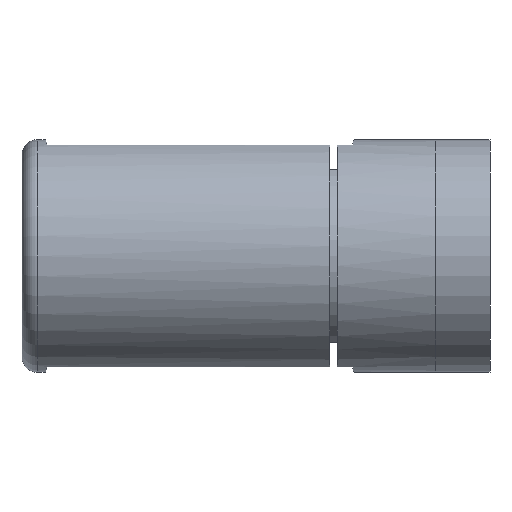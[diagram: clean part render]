
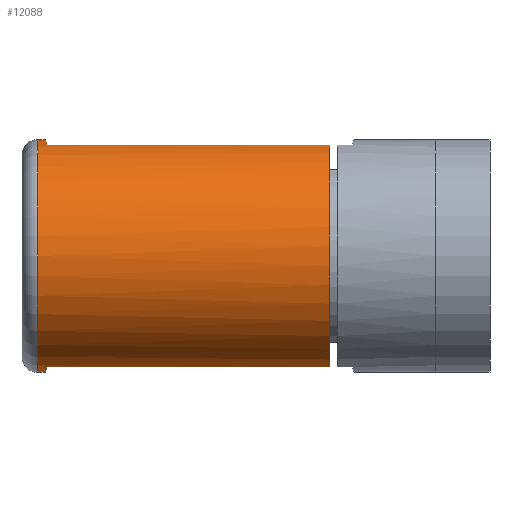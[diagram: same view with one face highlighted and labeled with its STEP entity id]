
A CAD part, left-side view. The second image highlights one B-rep face of the part: STEP entity #12088.
In plain terms, the highlighted cylindrical face has radius 15 mm (diameter 30 mm), a full revolution.
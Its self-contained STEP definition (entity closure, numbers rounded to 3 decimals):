
#9 = EDGE_CURVE ( 'NONE', #17007, #13335, #5142, .T. ) ;
#236 = ORIENTED_EDGE ( 'NONE', *, *, #14997, .T. ) ;
#359 = VERTEX_POINT ( 'NONE', #7189 ) ;
#906 = CARTESIAN_POINT ( 'NONE',  ( 4.5, 4.736, -14.309 ) ) ;
#1022 = LINE ( 'NONE', #7940, #7513 ) ;
#1147 = DIRECTION ( 'NONE',  ( 0., 0., 1. ) ) ;
#1702 = VERTEX_POINT ( 'NONE', #906 ) ;
#1789 = DIRECTION ( 'NONE',  ( 0., 1., 0. ) ) ;
#2058 = AXIS2_PLACEMENT_3D ( 'NONE', #13129, #2380, #1147 ) ;
#2130 = FACE_OUTER_BOUND ( 'NONE', #6445, .T. ) ;
#2380 = DIRECTION ( 'NONE',  ( 0., 1., 0. ) ) ;
#2488 = CARTESIAN_POINT ( 'NONE',  ( 0., 41.15, 0. ) ) ;
#2578 =( BOUNDED_CURVE ( )  B_SPLINE_CURVE ( 3, ( #14634, #6634, #5095, #17253 ),
 .UNSPECIFIED., .F., .F. ) 
 B_SPLINE_CURVE_WITH_KNOTS ( ( 4, 4 ),
 ( 4.408, 4.712 ),
 .UNSPECIFIED. ) 
 CURVE ( )  GEOMETRIC_REPRESENTATION_ITEM ( )  RATIONAL_B_SPLINE_CURVE ( ( 1., 0.992, 0.992, 1. ) ) 
 REPRESENTATION_ITEM ( '' )  );
#3241 = VERTEX_POINT ( 'NONE', #5485 ) ;
#3335 = EDGE_CURVE ( 'NONE', #16176, #3241, #8096, .T. ) ;
#3511 = DIRECTION ( 'NONE',  ( 0., 0., -1. ) ) ;
#3526 = CARTESIAN_POINT ( 'NONE',  ( -3.041, 4.659, 14.768 ) ) ;
#3702 = CARTESIAN_POINT ( 'NONE',  ( 1.529, 4.58, -15. ) ) ;
#3775 = EDGE_CURVE ( 'NONE', #13335, #1702, #13750, .T. ) ;
#4141 = EDGE_CURVE ( 'NONE', #4577, #4577, #7882, .T. ) ;
#4172 = EDGE_LOOP ( 'NONE', ( #15926 ) ) ;
#4465 = CARTESIAN_POINT ( 'NONE',  ( 4.5, 4.736, 14.309 ) ) ;
#4467 = VECTOR ( 'NONE', #1789, 1000. ) ;
#4577 = VERTEX_POINT ( 'NONE', #17322 ) ;
#5039 = CARTESIAN_POINT ( 'NONE',  ( -4.5, 4.736, 14.309 ) ) ;
#5095 = CARTESIAN_POINT ( 'NONE',  ( 1.529, 4.58, 15. ) ) ;
#5142 =( BOUNDED_CURVE ( )  B_SPLINE_CURVE ( 3, ( #15575, #13138, #7848, #6459 ),
 .UNSPECIFIED., .F., .T. ) 
 B_SPLINE_CURVE_WITH_KNOTS ( ( 4, 4 ),
 ( 4.408, 4.712 ),
 .UNSPECIFIED. ) 
 CURVE ( )  GEOMETRIC_REPRESENTATION_ITEM ( )  RATIONAL_B_SPLINE_CURVE ( ( 1., 0.992, 0.992, 1. ) ) 
 REPRESENTATION_ITEM ( '' )  );
#5485 = CARTESIAN_POINT ( 'NONE',  ( -4.5, 41.15, 14.309 ) ) ;
#5578 = EDGE_CURVE ( 'NONE', #359, #10872, #10347, .T. ) ;
#5663 = ORIENTED_EDGE ( 'NONE', *, *, #10544, .T. ) ;
#5750 = DIRECTION ( 'NONE',  ( 0., -1., 0. ) ) ;
#5802 = CARTESIAN_POINT ( 'NONE',  ( -4.5, 41.15, 14.309 ) ) ;
#6221 = ORIENTED_EDGE ( 'NONE', *, *, #5578, .T. ) ;
#6248 = DIRECTION ( 'NONE',  ( 0., 1., 0. ) ) ;
#6392 = DIRECTION ( 'NONE',  ( 0., 0., -1. ) ) ;
#6445 = EDGE_LOOP ( 'NONE', ( #15008, #5663, #13975, #6221, #8086, #236, #16368, #8008, #13946, #7571 ) ) ;
#6459 = CARTESIAN_POINT ( 'NONE',  ( 0., 4.5, -15. ) ) ;
#6634 = CARTESIAN_POINT ( 'NONE',  ( 3.041, 4.659, 14.768 ) ) ;
#7189 = CARTESIAN_POINT ( 'NONE',  ( 4.5, 41.15, 14.309 ) ) ;
#7390 = DIRECTION ( 'NONE',  ( 0., 0., 1. ) ) ;
#7513 = VECTOR ( 'NONE', #14688, 1000. ) ;
#7520 = CARTESIAN_POINT ( 'NONE',  ( 0., 3.5, 0. ) ) ;
#7556 = EDGE_CURVE ( 'NONE', #359, #12576, #9107, .T. ) ;
#7571 = ORIENTED_EDGE ( 'NONE', *, *, #9, .T. ) ;
#7581 = DIRECTION ( 'NONE',  ( 0., 1., 0. ) ) ;
#7648 = CARTESIAN_POINT ( 'NONE',  ( -4.5, 41.15, -14.309 ) ) ;
#7848 = CARTESIAN_POINT ( 'NONE',  ( -1.529, 4.58, -15. ) ) ;
#7882 = CIRCLE ( 'NONE', #11827, 15. ) ;
#7940 = CARTESIAN_POINT ( 'NONE',  ( -4.5, 41.15, -14.309 ) ) ;
#8008 = ORIENTED_EDGE ( 'NONE', *, *, #3335, .F. ) ;
#8064 = AXIS2_PLACEMENT_3D ( 'NONE', #2488, #17255, #6392 ) ;
#8086 = ORIENTED_EDGE ( 'NONE', *, *, #15191, .T. ) ;
#8096 = CIRCLE ( 'NONE', #2058, 15. ) ;
#8500 = CARTESIAN_POINT ( 'NONE',  ( 0., 4.5, -15. ) ) ;
#8666 = LINE ( 'NONE', #5802, #4467 ) ;
#9107 = CIRCLE ( 'NONE', #15504, 15. ) ;
#9342 = DIRECTION ( 'NONE',  ( 0., 1., 0. ) ) ;
#9455 = CYLINDRICAL_SURFACE ( 'NONE', #8064, 15. ) ;
#10016 = VERTEX_POINT ( 'NONE', #16961 ) ;
#10223 = CARTESIAN_POINT ( 'NONE',  ( -1.529, 4.58, 15. ) ) ;
#10347 = LINE ( 'NONE', #13723, #13269 ) ;
#10401 = CARTESIAN_POINT ( 'NONE',  ( 0., 4.5, 15. ) ) ;
#10544 = EDGE_CURVE ( 'NONE', #1702, #12576, #13124, .T. ) ;
#10872 = VERTEX_POINT ( 'NONE', #4465 ) ;
#11827 = AXIS2_PLACEMENT_3D ( 'NONE', #7520, #7581, #3511 ) ;
#12088 = ADVANCED_FACE ( 'NONE', ( #14466, #2130 ), #9455, .T. ) ;
#12360 = CARTESIAN_POINT ( 'NONE',  ( 0., 4.5, 15. ) ) ;
#12576 = VERTEX_POINT ( 'NONE', #13532 ) ;
#12718 = VERTEX_POINT ( 'NONE', #12360 ) ;
#13062 = CARTESIAN_POINT ( 'NONE',  ( 3.041, 4.659, -14.768 ) ) ;
#13124 = LINE ( 'NONE', #17261, #15212 ) ;
#13129 = CARTESIAN_POINT ( 'NONE',  ( 0., 41.15, 0. ) ) ;
#13138 = CARTESIAN_POINT ( 'NONE',  ( -3.041, 4.659, -14.768 ) ) ;
#13269 = VECTOR ( 'NONE', #5750, 1000. ) ;
#13335 = VERTEX_POINT ( 'NONE', #8500 ) ;
#13532 = CARTESIAN_POINT ( 'NONE',  ( 4.5, 41.15, -14.309 ) ) ;
#13723 = CARTESIAN_POINT ( 'NONE',  ( 4.5, 41.15, 14.309 ) ) ;
#13750 =( BOUNDED_CURVE ( )  B_SPLINE_CURVE ( 3, ( #14242, #3702, #13062, #15564 ),
 .UNSPECIFIED., .F., .F. ) 
 B_SPLINE_CURVE_WITH_KNOTS ( ( 4, 4 ),
 ( 1.571, 1.875 ),
 .UNSPECIFIED. ) 
 CURVE ( )  GEOMETRIC_REPRESENTATION_ITEM ( )  RATIONAL_B_SPLINE_CURVE ( ( 1., 0.992, 0.992, 1. ) ) 
 REPRESENTATION_ITEM ( '' )  );
#13946 = ORIENTED_EDGE ( 'NONE', *, *, #13993, .T. ) ;
#13975 = ORIENTED_EDGE ( 'NONE', *, *, #7556, .F. ) ;
#13993 = EDGE_CURVE ( 'NONE', #16176, #17007, #1022, .T. ) ;
#14242 = CARTESIAN_POINT ( 'NONE',  ( 0., 4.5, -15. ) ) ;
#14466 = FACE_OUTER_BOUND ( 'NONE', #4172, .T. ) ;
#14634 = CARTESIAN_POINT ( 'NONE',  ( 4.5, 4.736, 14.309 ) ) ;
#14688 = DIRECTION ( 'NONE',  ( 0., -1., 0. ) ) ;
#14782 =( BOUNDED_CURVE ( )  B_SPLINE_CURVE ( 3, ( #10401, #10223, #3526, #5039 ),
 .UNSPECIFIED., .F., .F. ) 
 B_SPLINE_CURVE_WITH_KNOTS ( ( 4, 4 ),
 ( 1.571, 1.875 ),
 .UNSPECIFIED. ) 
 CURVE ( )  GEOMETRIC_REPRESENTATION_ITEM ( )  RATIONAL_B_SPLINE_CURVE ( ( 1., 0.992, 0.992, 1. ) ) 
 REPRESENTATION_ITEM ( '' )  );
#14997 = EDGE_CURVE ( 'NONE', #12718, #10016, #14782, .T. ) ;
#15008 = ORIENTED_EDGE ( 'NONE', *, *, #3775, .T. ) ;
#15191 = EDGE_CURVE ( 'NONE', #10872, #12718, #2578, .T. ) ;
#15212 = VECTOR ( 'NONE', #9342, 1000. ) ;
#15242 = CARTESIAN_POINT ( 'NONE',  ( -4.5, 4.736, -14.309 ) ) ;
#15370 = CARTESIAN_POINT ( 'NONE',  ( 0., 41.15, 0. ) ) ;
#15504 = AXIS2_PLACEMENT_3D ( 'NONE', #15370, #6248, #7390 ) ;
#15564 = CARTESIAN_POINT ( 'NONE',  ( 4.5, 4.736, -14.309 ) ) ;
#15575 = CARTESIAN_POINT ( 'NONE',  ( -4.5, 4.736, -14.309 ) ) ;
#15926 = ORIENTED_EDGE ( 'NONE', *, *, #4141, .T. ) ;
#16176 = VERTEX_POINT ( 'NONE', #7648 ) ;
#16368 = ORIENTED_EDGE ( 'NONE', *, *, #16453, .T. ) ;
#16453 = EDGE_CURVE ( 'NONE', #10016, #3241, #8666, .T. ) ;
#16961 = CARTESIAN_POINT ( 'NONE',  ( -4.5, 4.736, 14.309 ) ) ;
#17007 = VERTEX_POINT ( 'NONE', #15242 ) ;
#17253 = CARTESIAN_POINT ( 'NONE',  ( 0., 4.5, 15. ) ) ;
#17255 = DIRECTION ( 'NONE',  ( 0., -1., 0. ) ) ;
#17261 = CARTESIAN_POINT ( 'NONE',  ( 4.5, 41.15, -14.309 ) ) ;
#17322 = CARTESIAN_POINT ( 'NONE',  ( 0., 3.5, -15. ) ) ;
